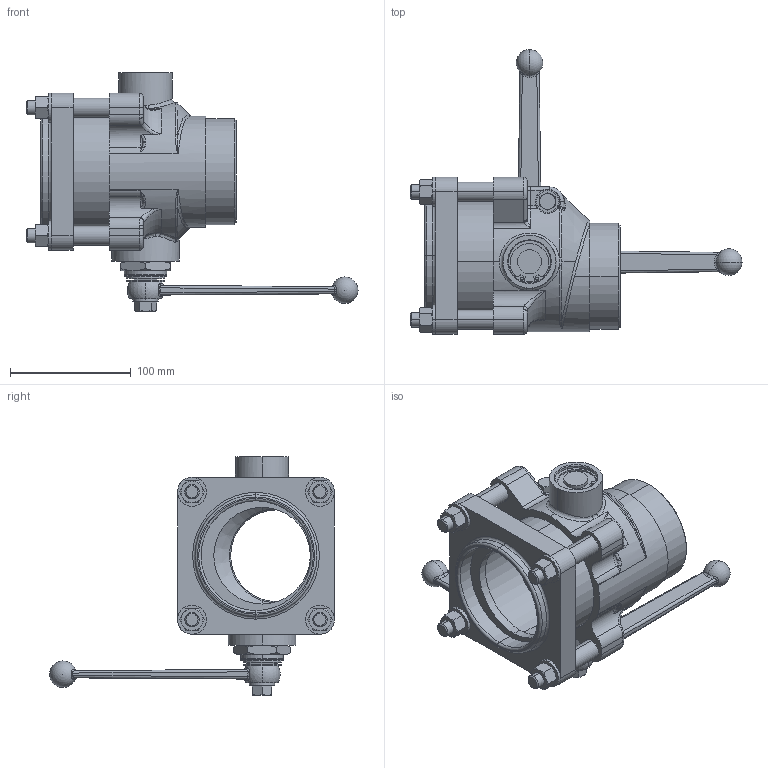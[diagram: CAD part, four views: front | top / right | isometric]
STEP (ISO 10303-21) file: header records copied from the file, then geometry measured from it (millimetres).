
FILE_DESCRIPTION (( 'STEP AP214' ), '1' );
FILE_NAME ('SGAV80GKL_251896.STEP', '2012-09-24T06:11:57', ( 'Admin2' ), ( '' ), 'SwSTEP 2.0', 'SolidWorks 2010', '' );
FILE_SCHEMA (( 'AUTOMOTIVE_DESIGN' ));
Length unit declared in the file: millimetre
Products named in the file (1): SGAV80GKL_251896
Bounding box: 275.04 x 236 x 197.6 mm (x, y, z)
Surface area: 195442.2 mm2 (no closed solid volume)
Topology: 0 solids, 38 shells, 905 faces, 2647 edges, 1740 vertices
Faces by surface type: plane 373, bspline 213, cylinder 164, cone 78, torus 67, sphere 10
Entity records: 52897 total; most frequent: CARTESIAN_POINT 22404, ORIENTED_EDGE 4611, DIRECTION 4035, EDGE_CURVE 2620, VERTEX_POINT 1728, AXIS2_PLACEMENT_3D 1377, LINE 1281, VECTOR 1281
